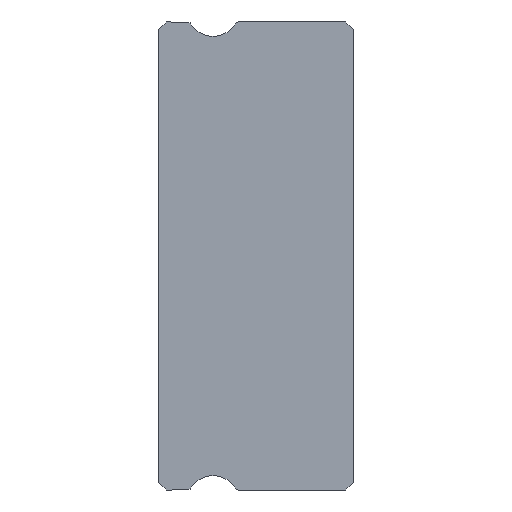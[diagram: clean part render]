
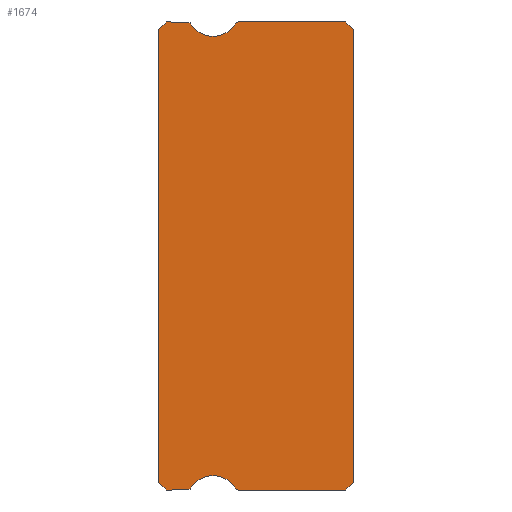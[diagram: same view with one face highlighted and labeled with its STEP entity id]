
A CAD part, left-side view. The second image highlights one B-rep face of the part: STEP entity #1674.
In plain terms, the highlighted planar face has unit normal (-1, 0, 0).
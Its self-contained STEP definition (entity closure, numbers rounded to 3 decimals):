
#10 = EDGE_CURVE ( 'NONE', #808, #244, #1136, .T. ) ;
#17 = ORIENTED_EDGE ( 'NONE', *, *, #1520, .F. ) ;
#22 = PLANE ( 'NONE',  #1507 ) ;
#28 = CARTESIAN_POINT ( 'NONE',  ( -15., 0., 8.7 ) ) ;
#31 = EDGE_CURVE ( 'NONE', #1653, #171, #207, .T. ) ;
#33 = EDGE_CURVE ( 'NONE', #719, #1839, #1844, .T. ) ;
#42 = ORIENTED_EDGE ( 'NONE', *, *, #855, .T. ) ;
#56 = CARTESIAN_POINT ( 'NONE',  ( -15., 0., -8.7 ) ) ;
#78 = VERTEX_POINT ( 'NONE', #28 ) ;
#99 = DIRECTION ( 'NONE',  ( 0., 0.707, -0.707 ) ) ;
#103 = CARTESIAN_POINT ( 'NONE',  ( -15., 7.5, -8.7 ) ) ;
#112 = LINE ( 'NONE', #2022, #649 ) ;
#123 = CARTESIAN_POINT ( 'NONE',  ( -15., 7.2, -9. ) ) ;
#128 = DIRECTION ( 'NONE',  ( 1., 0., 0. ) ) ;
#147 = VECTOR ( 'NONE', #184, 1000. ) ;
#148 = DIRECTION ( 'NONE',  ( 0., 0.707, -0.707 ) ) ;
#158 = FACE_OUTER_BOUND ( 'NONE', #1828, .T. ) ;
#171 = VERTEX_POINT ( 'NONE', #1529 ) ;
#184 = DIRECTION ( 'NONE',  ( 0., 1., 0. ) ) ;
#203 = CARTESIAN_POINT ( 'NONE',  ( -15., 0., -8.7 ) ) ;
#207 = CIRCLE ( 'NONE', #472, 0.15 ) ;
#214 = VERTEX_POINT ( 'NONE', #1556 ) ;
#229 = EDGE_CURVE ( 'NONE', #599, #1852, #245, .T. ) ;
#239 = CIRCLE ( 'NONE', #1713, 1. ) ;
#241 = CIRCLE ( 'NONE', #578, 1. ) ;
#244 = VERTEX_POINT ( 'NONE', #1398 ) ;
#245 = LINE ( 'NONE', #1820, #400 ) ;
#262 = LINE ( 'NONE', #554, #1883 ) ;
#269 = DIRECTION ( 'NONE',  ( -1., 0., 0. ) ) ;
#287 = CARTESIAN_POINT ( 'NONE',  ( -15., 7.2, 9. ) ) ;
#288 = ORIENTED_EDGE ( 'NONE', *, *, #883, .F. ) ;
#309 = LINE ( 'NONE', #1237, #673 ) ;
#316 = CARTESIAN_POINT ( 'NONE',  ( -15., 6.381, 8.85 ) ) ;
#326 = DIRECTION ( 'NONE',  ( 1., 0., 0. ) ) ;
#336 = ORIENTED_EDGE ( 'NONE', *, *, #764, .F. ) ;
#374 = CIRCLE ( 'NONE', #819, 0.15 ) ;
#378 = CARTESIAN_POINT ( 'NONE',  ( -15., 6.253, -8.928 ) ) ;
#400 = VECTOR ( 'NONE', #419, 1000. ) ;
#418 = EDGE_CURVE ( 'NONE', #1839, #2030, #309, .T. ) ;
#419 = DIRECTION ( 'NONE',  ( 0., -0.707, -0.707 ) ) ;
#422 = CARTESIAN_POINT ( 'NONE',  ( -15., 4.419, 9. ) ) ;
#470 = CARTESIAN_POINT ( 'NONE',  ( -15., 4.547, 8.928 ) ) ;
#472 = AXIS2_PLACEMENT_3D ( 'NONE', #1900, #2043, #1430 ) ;
#489 = VERTEX_POINT ( 'NONE', #203 ) ;
#491 = DIRECTION ( 'NONE',  ( 0., 0., -1. ) ) ;
#508 = VECTOR ( 'NONE', #1304, 1000. ) ;
#515 = VERTEX_POINT ( 'NONE', #1488 ) ;
#517 = VERTEX_POINT ( 'NONE', #378 ) ;
#554 = CARTESIAN_POINT ( 'NONE',  ( -15., 7.5, 8.85 ) ) ;
#577 = VERTEX_POINT ( 'NONE', #890 ) ;
#578 = AXIS2_PLACEMENT_3D ( 'NONE', #1093, #1732, #1426 ) ;
#582 = ORIENTED_EDGE ( 'NONE', *, *, #33, .F. ) ;
#587 = CARTESIAN_POINT ( 'NONE',  ( -15., 6.381, -8.85 ) ) ;
#589 = DIRECTION ( 'NONE',  ( 0., 0., 1. ) ) ;
#599 = VERTEX_POINT ( 'NONE', #103 ) ;
#602 = EDGE_CURVE ( 'NONE', #599, #244, #262, .T. ) ;
#606 = DIRECTION ( 'NONE',  ( 0., -0.707, -0.707 ) ) ;
#618 = DIRECTION ( 'NONE',  ( 0., 0., -1. ) ) ;
#649 = VECTOR ( 'NONE', #1867, 1000. ) ;
#651 = LINE ( 'NONE', #1159, #508 ) ;
#660 = LINE ( 'NONE', #1132, #147 ) ;
#673 = VECTOR ( 'NONE', #947, 1000. ) ;
#677 = DIRECTION ( 'NONE',  ( 0., 0., -1. ) ) ;
#683 = ORIENTED_EDGE ( 'NONE', *, *, #1032, .F. ) ;
#691 = ORIENTED_EDGE ( 'NONE', *, *, #1626, .T. ) ;
#719 = VERTEX_POINT ( 'NONE', #470 ) ;
#764 = EDGE_CURVE ( 'NONE', #515, #1297, #374, .T. ) ;
#801 = CARTESIAN_POINT ( 'NONE',  ( -15., 7.5, 8.7 ) ) ;
#803 = DIRECTION ( 'NONE',  ( 0., -1., 0. ) ) ;
#808 = VERTEX_POINT ( 'NONE', #287 ) ;
#819 = AXIS2_PLACEMENT_3D ( 'NONE', #1279, #128, #1084 ) ;
#845 = EDGE_CURVE ( 'NONE', #171, #577, #241, .T. ) ;
#855 = EDGE_CURVE ( 'NONE', #489, #78, #651, .T. ) ;
#868 = EDGE_CURVE ( 'NONE', #577, #719, #1809, .T. ) ;
#883 = EDGE_CURVE ( 'NONE', #214, #515, #660, .T. ) ;
#890 = CARTESIAN_POINT ( 'NONE',  ( -15., 5.4, 8.45 ) ) ;
#900 = ORIENTED_EDGE ( 'NONE', *, *, #1997, .T. ) ;
#903 = ORIENTED_EDGE ( 'NONE', *, *, #10, .T. ) ;
#914 = VECTOR ( 'NONE', #148, 1000. ) ;
#937 = ORIENTED_EDGE ( 'NONE', *, *, #229, .T. ) ;
#947 = DIRECTION ( 'NONE',  ( 0., -1., 0. ) ) ;
#970 = CIRCLE ( 'NONE', #1578, 0.15 ) ;
#1022 = DIRECTION ( 'NONE',  ( 0., 0., -1. ) ) ;
#1031 = DIRECTION ( 'NONE',  ( 1., 0., 0. ) ) ;
#1032 = EDGE_CURVE ( 'NONE', #489, #214, #1367, .T. ) ;
#1039 = VECTOR ( 'NONE', #803, 1000. ) ;
#1055 = DIRECTION ( 'NONE',  ( 0., 0., -1. ) ) ;
#1072 = VERTEX_POINT ( 'NONE', #1848 ) ;
#1078 = CARTESIAN_POINT ( 'NONE',  ( -15., 0.3, 9. ) ) ;
#1084 = DIRECTION ( 'NONE',  ( 0., 0., -1. ) ) ;
#1093 = CARTESIAN_POINT ( 'NONE',  ( -15., 5.4, 9.45 ) ) ;
#1105 = ORIENTED_EDGE ( 'NONE', *, *, #868, .F. ) ;
#1116 = EDGE_CURVE ( 'NONE', #517, #1072, #970, .T. ) ;
#1132 = CARTESIAN_POINT ( 'NONE',  ( -15., 6.381, -9. ) ) ;
#1136 = LINE ( 'NONE', #801, #914 ) ;
#1148 = CARTESIAN_POINT ( 'NONE',  ( -15., 0.3, 9. ) ) ;
#1159 = CARTESIAN_POINT ( 'NONE',  ( -15., 0., 8.7 ) ) ;
#1178 = AXIS2_PLACEMENT_3D ( 'NONE', #1423, #2061, #618 ) ;
#1237 = CARTESIAN_POINT ( 'NONE',  ( -15., 6.381, 9. ) ) ;
#1267 = LINE ( 'NONE', #1078, #1876 ) ;
#1279 = CARTESIAN_POINT ( 'NONE',  ( -15., 4.419, -8.85 ) ) ;
#1294 = ORIENTED_EDGE ( 'NONE', *, *, #1116, .F. ) ;
#1297 = VERTEX_POINT ( 'NONE', #1366 ) ;
#1304 = DIRECTION ( 'NONE',  ( 0., 0., 1. ) ) ;
#1343 = AXIS2_PLACEMENT_3D ( 'NONE', #1486, #1614, #491 ) ;
#1366 = CARTESIAN_POINT ( 'NONE',  ( -15., 4.547, -8.928 ) ) ;
#1367 = LINE ( 'NONE', #56, #1608 ) ;
#1389 = ORIENTED_EDGE ( 'NONE', *, *, #31, .F. ) ;
#1398 = CARTESIAN_POINT ( 'NONE',  ( -15., 7.5, 8.7 ) ) ;
#1423 = CARTESIAN_POINT ( 'NONE',  ( -15., 4.419, 8.85 ) ) ;
#1426 = DIRECTION ( 'NONE',  ( 0., 0., -1. ) ) ;
#1430 = DIRECTION ( 'NONE',  ( 0., 0., -1. ) ) ;
#1471 = EDGE_CURVE ( 'NONE', #1297, #517, #239, .T. ) ;
#1472 = LINE ( 'NONE', #1592, #1039 ) ;
#1486 = CARTESIAN_POINT ( 'NONE',  ( -15., 5.4, 9.45 ) ) ;
#1488 = CARTESIAN_POINT ( 'NONE',  ( -15., 4.419, -9. ) ) ;
#1507 = AXIS2_PLACEMENT_3D ( 'NONE', #316, #326, #677 ) ;
#1520 = EDGE_CURVE ( 'NONE', #2030, #78, #1267, .T. ) ;
#1529 = CARTESIAN_POINT ( 'NONE',  ( -15., 6.253, 8.928 ) ) ;
#1555 = ORIENTED_EDGE ( 'NONE', *, *, #845, .F. ) ;
#1556 = CARTESIAN_POINT ( 'NONE',  ( -15., 0.3, -9. ) ) ;
#1578 = AXIS2_PLACEMENT_3D ( 'NONE', #587, #1031, #1022 ) ;
#1592 = CARTESIAN_POINT ( 'NONE',  ( -15., 6.381, -9. ) ) ;
#1606 = ORIENTED_EDGE ( 'NONE', *, *, #1471, .F. ) ;
#1608 = VECTOR ( 'NONE', #99, 1000. ) ;
#1614 = DIRECTION ( 'NONE',  ( -1., 0., 0. ) ) ;
#1623 = CARTESIAN_POINT ( 'NONE',  ( -15., 6.381, 9. ) ) ;
#1626 = EDGE_CURVE ( 'NONE', #1852, #1072, #1472, .T. ) ;
#1653 = VERTEX_POINT ( 'NONE', #1623 ) ;
#1674 = ADVANCED_FACE ( 'NONE', ( #158 ), #22, .F. ) ;
#1713 = AXIS2_PLACEMENT_3D ( 'NONE', #2033, #269, #1055 ) ;
#1732 = DIRECTION ( 'NONE',  ( -1., 0., 0. ) ) ;
#1809 = CIRCLE ( 'NONE', #1343, 1. ) ;
#1820 = CARTESIAN_POINT ( 'NONE',  ( -15., 7.2, -9. ) ) ;
#1828 = EDGE_LOOP ( 'NONE', ( #2060, #937, #691, #1294, #1606, #336, #288, #683, #42, #17, #1970, #582, #1105, #1555, #1389, #900, #903 ) ) ;
#1839 = VERTEX_POINT ( 'NONE', #422 ) ;
#1844 = CIRCLE ( 'NONE', #1178, 0.15 ) ;
#1848 = CARTESIAN_POINT ( 'NONE',  ( -15., 6.381, -9. ) ) ;
#1852 = VERTEX_POINT ( 'NONE', #123 ) ;
#1867 = DIRECTION ( 'NONE',  ( 0., 1., 0. ) ) ;
#1876 = VECTOR ( 'NONE', #606, 1000. ) ;
#1883 = VECTOR ( 'NONE', #589, 1000. ) ;
#1900 = CARTESIAN_POINT ( 'NONE',  ( -15., 6.381, 8.85 ) ) ;
#1970 = ORIENTED_EDGE ( 'NONE', *, *, #418, .F. ) ;
#1997 = EDGE_CURVE ( 'NONE', #1653, #808, #112, .T. ) ;
#2022 = CARTESIAN_POINT ( 'NONE',  ( -15., 7.2, 9. ) ) ;
#2030 = VERTEX_POINT ( 'NONE', #1148 ) ;
#2033 = CARTESIAN_POINT ( 'NONE',  ( -15., 5.4, -9.45 ) ) ;
#2043 = DIRECTION ( 'NONE',  ( 1., 0., 0. ) ) ;
#2060 = ORIENTED_EDGE ( 'NONE', *, *, #602, .F. ) ;
#2061 = DIRECTION ( 'NONE',  ( 1., 0., 0. ) ) ;
